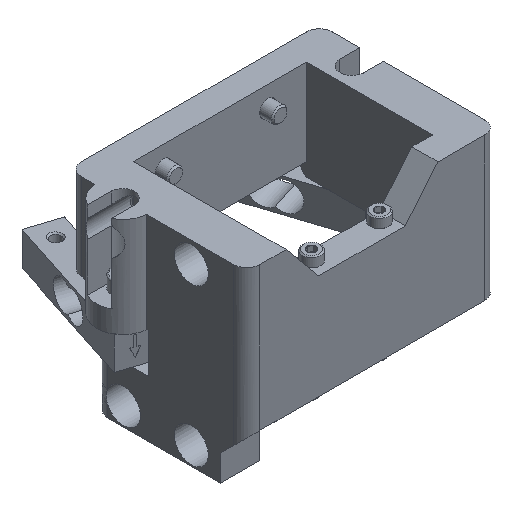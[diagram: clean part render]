
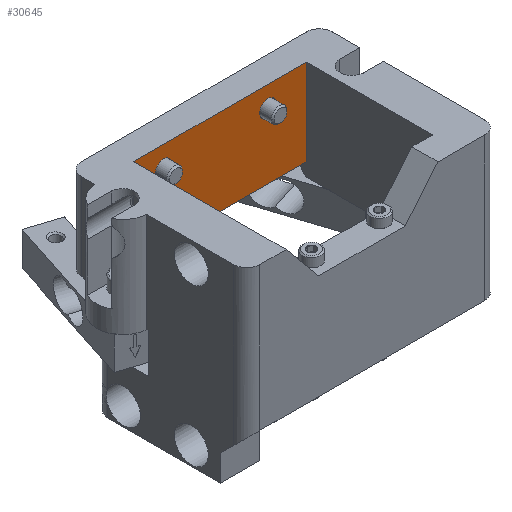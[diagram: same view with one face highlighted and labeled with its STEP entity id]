
A CAD part, isometric view. The second image highlights one B-rep face of the part: STEP entity #30645.
In plain terms, the highlighted planar face has unit normal (0, -1, 0).
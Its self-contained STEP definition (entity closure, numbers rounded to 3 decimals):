
#27715 = PLANE('',#27716);
#27716 = AXIS2_PLACEMENT_3D('',#27717,#27718,#27719);
#27717 = CARTESIAN_POINT('',(39.773,-23.784,55.));
#27718 = DIRECTION('',(0.,0.,1.));
#27719 = DIRECTION('',(0.,1.,0.));
#27743 = PLANE('',#27744);
#27744 = AXIS2_PLACEMENT_3D('',#27745,#27746,#27747);
#27745 = CARTESIAN_POINT('',(74.5,-48.3,16.8));
#27746 = DIRECTION('',(1.,0.,0.));
#27747 = DIRECTION('',(0.,0.,1.));
#27878 = PLANE('',#27879);
#27879 = AXIS2_PLACEMENT_3D('',#27880,#27881,#27882);
#27880 = CARTESIAN_POINT('',(8.44,-48.3,-20.));
#27881 = DIRECTION('',(1.,0.,0.));
#27882 = DIRECTION('',(0.,0.,1.));
#28083 = VERTEX_POINT('',#28084);
#28084 = CARTESIAN_POINT('',(8.44,0.,55.));
#28105 = EDGE_CURVE('',#28083,#28106,#28108,.T.);
#28106 = VERTEX_POINT('',#28107);
#28107 = CARTESIAN_POINT('',(74.5,0.,55.));
#28108 = SURFACE_CURVE('',#28109,(#28113,#28120),.PCURVE_S1.);
#28109 = LINE('',#28110,#28111);
#28110 = CARTESIAN_POINT('',(8.24,0.,55.));
#28111 = VECTOR('',#28112,1.);
#28112 = DIRECTION('',(1.,0.,0.));
#28113 = PCURVE('',#27715,#28114);
#28114 = DEFINITIONAL_REPRESENTATION('',(#28115),#28119);
#28115 = LINE('',#28116,#28117);
#28116 = CARTESIAN_POINT('',(23.784,31.533));
#28117 = VECTOR('',#28118,1.);
#28118 = DIRECTION('',(0.,-1.));
#28119 = ( GEOMETRIC_REPRESENTATION_CONTEXT(2) 
PARAMETRIC_REPRESENTATION_CONTEXT() REPRESENTATION_CONTEXT('2D SPACE',''
  ) );
#28120 = PCURVE('',#28121,#28126);
#28121 = PLANE('',#28122);
#28122 = AXIS2_PLACEMENT_3D('',#28123,#28124,#28125);
#28123 = CARTESIAN_POINT('',(8.24,0.,22.));
#28124 = DIRECTION('',(0.,1.,0.));
#28125 = DIRECTION('',(0.,0.,1.));
#28126 = DEFINITIONAL_REPRESENTATION('',(#28127),#28131);
#28127 = LINE('',#28128,#28129);
#28128 = CARTESIAN_POINT('',(33.,0.));
#28129 = VECTOR('',#28130,1.);
#28130 = DIRECTION('',(0.,1.));
#28131 = ( GEOMETRIC_REPRESENTATION_CONTEXT(2) 
PARAMETRIC_REPRESENTATION_CONTEXT() REPRESENTATION_CONTEXT('2D SPACE',''
  ) );
#28927 = VERTEX_POINT('',#28928);
#28928 = CARTESIAN_POINT('',(74.5,0.,22.));
#28942 = PLANE('',#28943);
#28943 = AXIS2_PLACEMENT_3D('',#28944,#28945,#28946);
#28944 = CARTESIAN_POINT('',(41.47,5.,22.));
#28945 = DIRECTION('',(0.,0.,-1.));
#28946 = DIRECTION('',(0.,-1.,0.));
#28954 = EDGE_CURVE('',#28927,#28106,#28955,.T.);
#28955 = SURFACE_CURVE('',#28956,(#28960,#28967),.PCURVE_S1.);
#28956 = LINE('',#28957,#28958);
#28957 = CARTESIAN_POINT('',(74.5,0.,16.8));
#28958 = VECTOR('',#28959,1.);
#28959 = DIRECTION('',(0.,0.,1.));
#28960 = PCURVE('',#27743,#28961);
#28961 = DEFINITIONAL_REPRESENTATION('',(#28962),#28966);
#28962 = LINE('',#28963,#28964);
#28963 = CARTESIAN_POINT('',(0.,-48.3));
#28964 = VECTOR('',#28965,1.);
#28965 = DIRECTION('',(1.,0.));
#28966 = ( GEOMETRIC_REPRESENTATION_CONTEXT(2) 
PARAMETRIC_REPRESENTATION_CONTEXT() REPRESENTATION_CONTEXT('2D SPACE',''
  ) );
#28967 = PCURVE('',#28121,#28968);
#28968 = DEFINITIONAL_REPRESENTATION('',(#28969),#28973);
#28969 = LINE('',#28970,#28971);
#28970 = CARTESIAN_POINT('',(-5.2,66.26));
#28971 = VECTOR('',#28972,1.);
#28972 = DIRECTION('',(1.,0.));
#28973 = ( GEOMETRIC_REPRESENTATION_CONTEXT(2) 
PARAMETRIC_REPRESENTATION_CONTEXT() REPRESENTATION_CONTEXT('2D SPACE',''
  ) );
#29996 = VERTEX_POINT('',#29997);
#29997 = CARTESIAN_POINT('',(8.44,0.,22.));
#30018 = EDGE_CURVE('',#29996,#28083,#30019,.T.);
#30019 = SURFACE_CURVE('',#30020,(#30024,#30031),.PCURVE_S1.);
#30020 = LINE('',#30021,#30022);
#30021 = CARTESIAN_POINT('',(8.44,0.,-20.));
#30022 = VECTOR('',#30023,1.);
#30023 = DIRECTION('',(0.,0.,1.));
#30024 = PCURVE('',#27878,#30025);
#30025 = DEFINITIONAL_REPRESENTATION('',(#30026),#30030);
#30026 = LINE('',#30027,#30028);
#30027 = CARTESIAN_POINT('',(0.,-48.3));
#30028 = VECTOR('',#30029,1.);
#30029 = DIRECTION('',(1.,0.));
#30030 = ( GEOMETRIC_REPRESENTATION_CONTEXT(2) 
PARAMETRIC_REPRESENTATION_CONTEXT() REPRESENTATION_CONTEXT('2D SPACE',''
  ) );
#30031 = PCURVE('',#28121,#30032);
#30032 = DEFINITIONAL_REPRESENTATION('',(#30033),#30037);
#30033 = LINE('',#30034,#30035);
#30034 = CARTESIAN_POINT('',(-42.,0.2));
#30035 = VECTOR('',#30036,1.);
#30036 = DIRECTION('',(1.,0.));
#30037 = ( GEOMETRIC_REPRESENTATION_CONTEXT(2) 
PARAMETRIC_REPRESENTATION_CONTEXT() REPRESENTATION_CONTEXT('2D SPACE',''
  ) );
#30645 = ADVANCED_FACE('',(#30646,#30672,#30707),#28121,.F.);
#30646 = FACE_BOUND('',#30647,.F.);
#30647 = EDGE_LOOP('',(#30648,#30669,#30670,#30671));
#30648 = ORIENTED_EDGE('',*,*,#30649,.F.);
#30649 = EDGE_CURVE('',#29996,#28927,#30650,.T.);
#30650 = SURFACE_CURVE('',#30651,(#30655,#30662),.PCURVE_S1.);
#30651 = LINE('',#30652,#30653);
#30652 = CARTESIAN_POINT('',(8.24,0.,22.));
#30653 = VECTOR('',#30654,1.);
#30654 = DIRECTION('',(1.,0.,0.));
#30655 = PCURVE('',#28121,#30656);
#30656 = DEFINITIONAL_REPRESENTATION('',(#30657),#30661);
#30657 = LINE('',#30658,#30659);
#30658 = CARTESIAN_POINT('',(0.,0.));
#30659 = VECTOR('',#30660,1.);
#30660 = DIRECTION('',(0.,1.));
#30661 = ( GEOMETRIC_REPRESENTATION_CONTEXT(2) 
PARAMETRIC_REPRESENTATION_CONTEXT() REPRESENTATION_CONTEXT('2D SPACE',''
  ) );
#30662 = PCURVE('',#28942,#30663);
#30663 = DEFINITIONAL_REPRESENTATION('',(#30664),#30668);
#30664 = LINE('',#30665,#30666);
#30665 = CARTESIAN_POINT('',(5.,33.23));
#30666 = VECTOR('',#30667,1.);
#30667 = DIRECTION('',(0.,-1.));
#30668 = ( GEOMETRIC_REPRESENTATION_CONTEXT(2) 
PARAMETRIC_REPRESENTATION_CONTEXT() REPRESENTATION_CONTEXT('2D SPACE',''
  ) );
#30669 = ORIENTED_EDGE('',*,*,#30018,.T.);
#30670 = ORIENTED_EDGE('',*,*,#28105,.T.);
#30671 = ORIENTED_EDGE('',*,*,#28954,.F.);
#30672 = FACE_BOUND('',#30673,.F.);
#30673 = EDGE_LOOP('',(#30674));
#30674 = ORIENTED_EDGE('',*,*,#30675,.T.);
#30675 = EDGE_CURVE('',#30676,#30676,#30678,.T.);
#30676 = VERTEX_POINT('',#30677);
#30677 = CARTESIAN_POINT('',(19.8,0.,43.8));
#30678 = SURFACE_CURVE('',#30679,(#30684,#30695),.PCURVE_S1.);
#30679 = CIRCLE('',#30680,3.2);
#30680 = AXIS2_PLACEMENT_3D('',#30681,#30682,#30683);
#30681 = CARTESIAN_POINT('',(19.8,0.,47.));
#30682 = DIRECTION('',(0.,-1.,0.));
#30683 = DIRECTION('',(0.,0.,-1.));
#30684 = PCURVE('',#28121,#30685);
#30685 = DEFINITIONAL_REPRESENTATION('',(#30686),#30694);
#30686 = ( BOUNDED_CURVE() B_SPLINE_CURVE(2,(#30687,#30688,#30689,#30690
    ,#30691,#30692,#30693),.UNSPECIFIED.,.T.,.F.) 
B_SPLINE_CURVE_WITH_KNOTS((1,2,2,2,2,1),(-2.094,0.,
    2.094,4.189,6.283,8.378),
.UNSPECIFIED.) CURVE() GEOMETRIC_REPRESENTATION_ITEM() 
RATIONAL_B_SPLINE_CURVE((1.,0.5,1.,0.5,1.,0.5,1.)) REPRESENTATION_ITEM(
  '') );
#30687 = CARTESIAN_POINT('',(21.8,11.56));
#30688 = CARTESIAN_POINT('',(21.8,17.103));
#30689 = CARTESIAN_POINT('',(26.6,14.331));
#30690 = CARTESIAN_POINT('',(31.4,11.56));
#30691 = CARTESIAN_POINT('',(26.6,8.789));
#30692 = CARTESIAN_POINT('',(21.8,6.017));
#30693 = CARTESIAN_POINT('',(21.8,11.56));
#30694 = ( GEOMETRIC_REPRESENTATION_CONTEXT(2) 
PARAMETRIC_REPRESENTATION_CONTEXT() REPRESENTATION_CONTEXT('2D SPACE',''
  ) );
#30695 = PCURVE('',#30696,#30701);
#30696 = CYLINDRICAL_SURFACE('',#30697,3.2);
#30697 = AXIS2_PLACEMENT_3D('',#30698,#30699,#30700);
#30698 = CARTESIAN_POINT('',(19.8,3.3,47.));
#30699 = DIRECTION('',(0.,-1.,0.));
#30700 = DIRECTION('',(0.,0.,-1.));
#30701 = DEFINITIONAL_REPRESENTATION('',(#30702),#30706);
#30702 = LINE('',#30703,#30704);
#30703 = CARTESIAN_POINT('',(0.,3.3));
#30704 = VECTOR('',#30705,1.);
#30705 = DIRECTION('',(1.,0.));
#30706 = ( GEOMETRIC_REPRESENTATION_CONTEXT(2) 
PARAMETRIC_REPRESENTATION_CONTEXT() REPRESENTATION_CONTEXT('2D SPACE',''
  ) );
#30707 = FACE_BOUND('',#30708,.F.);
#30708 = EDGE_LOOP('',(#30709));
#30709 = ORIENTED_EDGE('',*,*,#30710,.T.);
#30710 = EDGE_CURVE('',#30711,#30711,#30713,.T.);
#30711 = VERTEX_POINT('',#30712);
#30712 = CARTESIAN_POINT('',(59.8,0.,43.8));
#30713 = SURFACE_CURVE('',#30714,(#30719,#30730),.PCURVE_S1.);
#30714 = CIRCLE('',#30715,3.2);
#30715 = AXIS2_PLACEMENT_3D('',#30716,#30717,#30718);
#30716 = CARTESIAN_POINT('',(59.8,0.,47.));
#30717 = DIRECTION('',(0.,-1.,0.));
#30718 = DIRECTION('',(0.,0.,-1.));
#30719 = PCURVE('',#28121,#30720);
#30720 = DEFINITIONAL_REPRESENTATION('',(#30721),#30729);
#30721 = ( BOUNDED_CURVE() B_SPLINE_CURVE(2,(#30722,#30723,#30724,#30725
    ,#30726,#30727,#30728),.UNSPECIFIED.,.T.,.F.) 
B_SPLINE_CURVE_WITH_KNOTS((1,2,2,2,2,1),(-2.094,0.,
    2.094,4.189,6.283,8.378),
.UNSPECIFIED.) CURVE() GEOMETRIC_REPRESENTATION_ITEM() 
RATIONAL_B_SPLINE_CURVE((1.,0.5,1.,0.5,1.,0.5,1.)) REPRESENTATION_ITEM(
  '') );
#30722 = CARTESIAN_POINT('',(21.8,51.56));
#30723 = CARTESIAN_POINT('',(21.8,57.103));
#30724 = CARTESIAN_POINT('',(26.6,54.331));
#30725 = CARTESIAN_POINT('',(31.4,51.56));
#30726 = CARTESIAN_POINT('',(26.6,48.789));
#30727 = CARTESIAN_POINT('',(21.8,46.017));
#30728 = CARTESIAN_POINT('',(21.8,51.56));
#30729 = ( GEOMETRIC_REPRESENTATION_CONTEXT(2) 
PARAMETRIC_REPRESENTATION_CONTEXT() REPRESENTATION_CONTEXT('2D SPACE',''
  ) );
#30730 = PCURVE('',#30731,#30736);
#30731 = CYLINDRICAL_SURFACE('',#30732,3.2);
#30732 = AXIS2_PLACEMENT_3D('',#30733,#30734,#30735);
#30733 = CARTESIAN_POINT('',(59.8,3.3,47.));
#30734 = DIRECTION('',(0.,-1.,0.));
#30735 = DIRECTION('',(0.,0.,-1.));
#30736 = DEFINITIONAL_REPRESENTATION('',(#30737),#30741);
#30737 = LINE('',#30738,#30739);
#30738 = CARTESIAN_POINT('',(0.,3.3));
#30739 = VECTOR('',#30740,1.);
#30740 = DIRECTION('',(1.,0.));
#30741 = ( GEOMETRIC_REPRESENTATION_CONTEXT(2) 
PARAMETRIC_REPRESENTATION_CONTEXT() REPRESENTATION_CONTEXT('2D SPACE',''
  ) );
